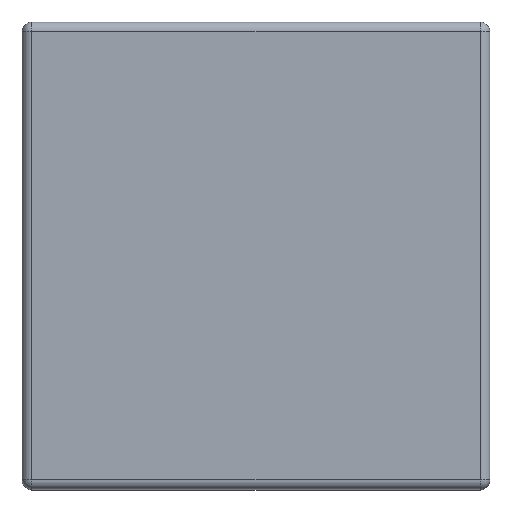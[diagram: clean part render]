
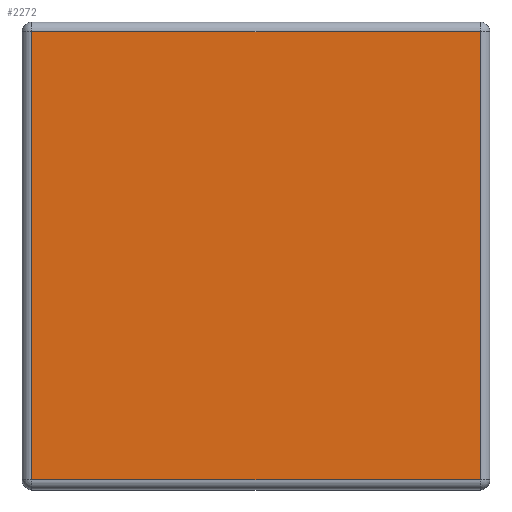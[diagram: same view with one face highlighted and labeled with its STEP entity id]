
A CAD part, top view. The second image highlights one B-rep face of the part: STEP entity #2272.
In plain terms, the highlighted planar face has unit normal (0, 0, 1).
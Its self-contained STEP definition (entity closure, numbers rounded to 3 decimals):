
#1185 = VERTEX_POINT('',#1186);
#1186 = CARTESIAN_POINT('',(5.75,-5.75,5.5));
#1223 = CYLINDRICAL_SURFACE('',#1224,0.25);
#1224 = AXIS2_PLACEMENT_3D('',#1225,#1226,#1227);
#1225 = CARTESIAN_POINT('',(-6.,-5.75,5.25));
#1226 = DIRECTION('',(1.,0.,-0.));
#1227 = DIRECTION('',(0.,-1.,0.));
#1251 = CYLINDRICAL_SURFACE('',#1252,0.25);
#1252 = AXIS2_PLACEMENT_3D('',#1253,#1254,#1255);
#1253 = CARTESIAN_POINT('',(5.75,-6.,5.25));
#1254 = DIRECTION('',(-0.,1.,-0.));
#1255 = DIRECTION('',(0.,0.,-1.));
#2071 = VERTEX_POINT('',#2072);
#2072 = CARTESIAN_POINT('',(5.75,5.75,5.5));
#2094 = EDGE_CURVE('',#1185,#2071,#2095,.T.);
#2095 = SURFACE_CURVE('',#2096,(#2100,#2107),.PCURVE_S1.);
#2096 = LINE('',#2097,#2098);
#2097 = CARTESIAN_POINT('',(5.75,6.,5.5));
#2098 = VECTOR('',#2099,1.);
#2099 = DIRECTION('',(0.,1.,0.));
#2100 = PCURVE('',#1251,#2101);
#2101 = DEFINITIONAL_REPRESENTATION('',(#2102),#2106);
#2102 = LINE('',#2103,#2104);
#2103 = CARTESIAN_POINT('',(3.142,12.));
#2104 = VECTOR('',#2105,1.);
#2105 = DIRECTION('',(0.,1.));
#2106 = ( GEOMETRIC_REPRESENTATION_CONTEXT(2) 
PARAMETRIC_REPRESENTATION_CONTEXT() REPRESENTATION_CONTEXT('2D SPACE',''
  ) );
#2107 = PCURVE('',#2108,#2113);
#2108 = PLANE('',#2109);
#2109 = AXIS2_PLACEMENT_3D('',#2110,#2111,#2112);
#2110 = CARTESIAN_POINT('',(-6.,-6.,5.5));
#2111 = DIRECTION('',(0.,0.,1.));
#2112 = DIRECTION('',(1.,0.,-0.));
#2113 = DEFINITIONAL_REPRESENTATION('',(#2114),#2118);
#2114 = LINE('',#2115,#2116);
#2115 = CARTESIAN_POINT('',(11.75,12.));
#2116 = VECTOR('',#2117,1.);
#2117 = DIRECTION('',(0.,1.));
#2118 = ( GEOMETRIC_REPRESENTATION_CONTEXT(2) 
PARAMETRIC_REPRESENTATION_CONTEXT() REPRESENTATION_CONTEXT('2D SPACE',''
  ) );
#2162 = CYLINDRICAL_SURFACE('',#2163,0.25);
#2163 = AXIS2_PLACEMENT_3D('',#2164,#2165,#2166);
#2164 = CARTESIAN_POINT('',(-6.,5.75,5.25));
#2165 = DIRECTION('',(-1.,0.,-0.));
#2166 = DIRECTION('',(0.,1.,0.));
#2202 = VERTEX_POINT('',#2203);
#2203 = CARTESIAN_POINT('',(-5.75,5.75,5.5));
#2252 = EDGE_CURVE('',#2071,#2202,#2253,.T.);
#2253 = SURFACE_CURVE('',#2254,(#2258,#2265),.PCURVE_S1.);
#2254 = LINE('',#2255,#2256);
#2255 = CARTESIAN_POINT('',(-6.,5.75,5.5));
#2256 = VECTOR('',#2257,1.);
#2257 = DIRECTION('',(-1.,0.,0.));
#2258 = PCURVE('',#2162,#2259);
#2259 = DEFINITIONAL_REPRESENTATION('',(#2260),#2264);
#2260 = LINE('',#2261,#2262);
#2261 = CARTESIAN_POINT('',(4.712,0.));
#2262 = VECTOR('',#2263,1.);
#2263 = DIRECTION('',(0.,1.));
#2264 = ( GEOMETRIC_REPRESENTATION_CONTEXT(2) 
PARAMETRIC_REPRESENTATION_CONTEXT() REPRESENTATION_CONTEXT('2D SPACE',''
  ) );
#2265 = PCURVE('',#2108,#2266);
#2266 = DEFINITIONAL_REPRESENTATION('',(#2267),#2271);
#2267 = LINE('',#2268,#2269);
#2268 = CARTESIAN_POINT('',(0.,11.75));
#2269 = VECTOR('',#2270,1.);
#2270 = DIRECTION('',(-1.,0.));
#2271 = ( GEOMETRIC_REPRESENTATION_CONTEXT(2) 
PARAMETRIC_REPRESENTATION_CONTEXT() REPRESENTATION_CONTEXT('2D SPACE',''
  ) );
#2272 = ADVANCED_FACE('',(#2273),#2108,.T.);
#2273 = FACE_BOUND('',#2274,.T.);
#2274 = EDGE_LOOP('',(#2275,#2276,#2277,#2305));
#2275 = ORIENTED_EDGE('',*,*,#2094,.T.);
#2276 = ORIENTED_EDGE('',*,*,#2252,.T.);
#2277 = ORIENTED_EDGE('',*,*,#2278,.T.);
#2278 = EDGE_CURVE('',#2202,#2279,#2281,.T.);
#2279 = VERTEX_POINT('',#2280);
#2280 = CARTESIAN_POINT('',(-5.75,-5.75,5.5));
#2281 = SURFACE_CURVE('',#2282,(#2286,#2293),.PCURVE_S1.);
#2282 = LINE('',#2283,#2284);
#2283 = CARTESIAN_POINT('',(-5.75,-6.,5.5));
#2284 = VECTOR('',#2285,1.);
#2285 = DIRECTION('',(0.,-1.,0.));
#2286 = PCURVE('',#2108,#2287);
#2287 = DEFINITIONAL_REPRESENTATION('',(#2288),#2292);
#2288 = LINE('',#2289,#2290);
#2289 = CARTESIAN_POINT('',(0.25,0.));
#2290 = VECTOR('',#2291,1.);
#2291 = DIRECTION('',(0.,-1.));
#2292 = ( GEOMETRIC_REPRESENTATION_CONTEXT(2) 
PARAMETRIC_REPRESENTATION_CONTEXT() REPRESENTATION_CONTEXT('2D SPACE',''
  ) );
#2293 = PCURVE('',#2294,#2299);
#2294 = CYLINDRICAL_SURFACE('',#2295,0.25);
#2295 = AXIS2_PLACEMENT_3D('',#2296,#2297,#2298);
#2296 = CARTESIAN_POINT('',(-5.75,-6.,5.25));
#2297 = DIRECTION('',(-0.,-1.,-0.));
#2298 = DIRECTION('',(0.,0.,1.));
#2299 = DEFINITIONAL_REPRESENTATION('',(#2300),#2304);
#2300 = LINE('',#2301,#2302);
#2301 = CARTESIAN_POINT('',(0.,0.));
#2302 = VECTOR('',#2303,1.);
#2303 = DIRECTION('',(0.,1.));
#2304 = ( GEOMETRIC_REPRESENTATION_CONTEXT(2) 
PARAMETRIC_REPRESENTATION_CONTEXT() REPRESENTATION_CONTEXT('2D SPACE',''
  ) );
#2305 = ORIENTED_EDGE('',*,*,#2306,.T.);
#2306 = EDGE_CURVE('',#2279,#1185,#2307,.T.);
#2307 = SURFACE_CURVE('',#2308,(#2312,#2319),.PCURVE_S1.);
#2308 = LINE('',#2309,#2310);
#2309 = CARTESIAN_POINT('',(6.,-5.75,5.5));
#2310 = VECTOR('',#2311,1.);
#2311 = DIRECTION('',(1.,0.,0.));
#2312 = PCURVE('',#2108,#2313);
#2313 = DEFINITIONAL_REPRESENTATION('',(#2314),#2318);
#2314 = LINE('',#2315,#2316);
#2315 = CARTESIAN_POINT('',(12.,0.25));
#2316 = VECTOR('',#2317,1.);
#2317 = DIRECTION('',(1.,0.));
#2318 = ( GEOMETRIC_REPRESENTATION_CONTEXT(2) 
PARAMETRIC_REPRESENTATION_CONTEXT() REPRESENTATION_CONTEXT('2D SPACE',''
  ) );
#2319 = PCURVE('',#1223,#2320);
#2320 = DEFINITIONAL_REPRESENTATION('',(#2321),#2325);
#2321 = LINE('',#2322,#2323);
#2322 = CARTESIAN_POINT('',(4.712,12.));
#2323 = VECTOR('',#2324,1.);
#2324 = DIRECTION('',(0.,1.));
#2325 = ( GEOMETRIC_REPRESENTATION_CONTEXT(2) 
PARAMETRIC_REPRESENTATION_CONTEXT() REPRESENTATION_CONTEXT('2D SPACE',''
  ) );
